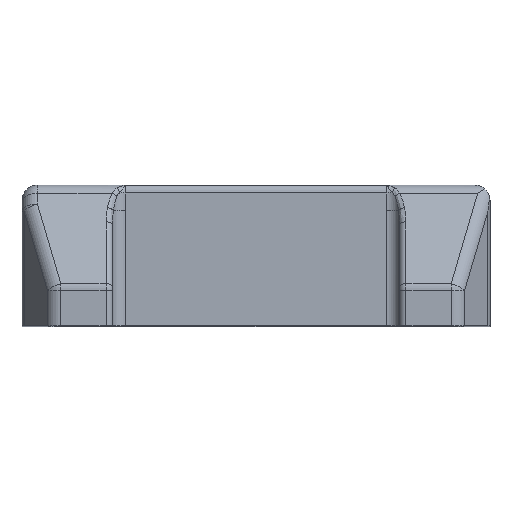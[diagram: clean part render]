
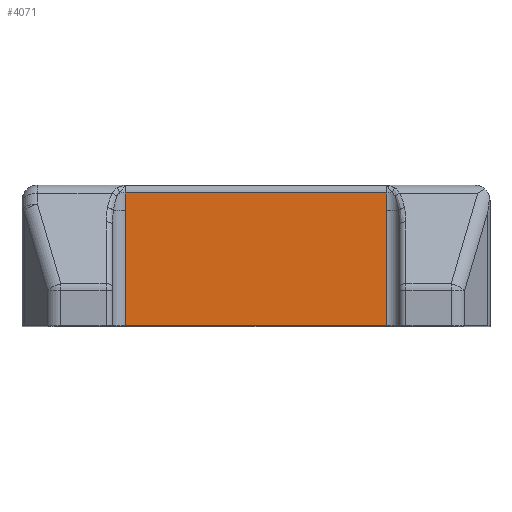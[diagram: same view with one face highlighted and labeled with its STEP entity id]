
A CAD part, top view. The second image highlights one B-rep face of the part: STEP entity #4071.
In plain terms, the highlighted planar face has unit normal (0, 0, 1).
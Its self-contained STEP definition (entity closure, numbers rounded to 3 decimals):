
#83=PLANE('',#4411);
#298=FACE_OUTER_BOUND('',#557,.T.);
#557=EDGE_LOOP('',(#2999,#3000,#3001,#3002,#3003,#3004));
#785=LINE('',#6420,#1139);
#815=LINE('',#6795,#1169);
#817=LINE('',#6800,#1171);
#840=LINE('',#6880,#1194);
#841=LINE('',#6884,#1195);
#842=LINE('',#6889,#1196);
#1139=VECTOR('',#4873,10.);
#1169=VECTOR('',#5015,10.);
#1171=VECTOR('',#5021,10.);
#1194=VECTOR('',#5110,10.);
#1195=VECTOR('',#5115,10.);
#1196=VECTOR('',#5124,10.);
#1741=VERTEX_POINT('',#6417);
#1742=VERTEX_POINT('',#6419);
#1799=VERTEX_POINT('',#6793);
#1800=VERTEX_POINT('',#6798);
#1824=VERTEX_POINT('',#6879);
#1825=VERTEX_POINT('',#6883);
#2138=EDGE_CURVE('',#1741,#1742,#785,.T.);
#2218=EDGE_CURVE('',#1799,#1741,#815,.T.);
#2221=EDGE_CURVE('',#1800,#1799,#817,.T.);
#2260=EDGE_CURVE('',#1742,#1824,#840,.T.);
#2262=EDGE_CURVE('',#1824,#1825,#841,.T.);
#2265=EDGE_CURVE('',#1825,#1800,#842,.T.);
#2999=ORIENTED_EDGE('',*,*,#2262,.F.);
#3000=ORIENTED_EDGE('',*,*,#2260,.F.);
#3001=ORIENTED_EDGE('',*,*,#2138,.F.);
#3002=ORIENTED_EDGE('',*,*,#2218,.F.);
#3003=ORIENTED_EDGE('',*,*,#2221,.F.);
#3004=ORIENTED_EDGE('',*,*,#2265,.F.);
#4071=ADVANCED_FACE('',(#298),#83,.T.);
#4411=AXIS2_PLACEMENT_3D('',#6890,#5125,#5126);
#4873=DIRECTION('',(-1.,0.,0.));
#5015=DIRECTION('',(0.,-1.,0.));
#5021=DIRECTION('',(0.,-1.,0.));
#5110=DIRECTION('',(0.,1.,0.));
#5115=DIRECTION('',(0.,1.,0.));
#5124=DIRECTION('',(1.,0.,0.));
#5125=DIRECTION('center_axis',(0.,0.,1.));
#5126=DIRECTION('ref_axis',(1.,0.,0.));
#6417=CARTESIAN_POINT('',(10.1,-9.5,21.3));
#6419=CARTESIAN_POINT('',(-10.1,-9.5,21.3));
#6420=CARTESIAN_POINT('',(18.1,-9.5,21.3));
#6793=CARTESIAN_POINT('',(10.1,-0.575,21.3));
#6795=CARTESIAN_POINT('',(10.1,-4.75,21.3));
#6798=CARTESIAN_POINT('',(10.1,0.784,21.3));
#6800=CARTESIAN_POINT('',(10.1,-4.75,21.3));
#6879=CARTESIAN_POINT('',(-10.1,-0.575,21.3));
#6880=CARTESIAN_POINT('',(-10.1,-4.75,21.3));
#6883=CARTESIAN_POINT('',(-10.1,0.784,21.3));
#6884=CARTESIAN_POINT('',(-10.1,-4.75,21.3));
#6889=CARTESIAN_POINT('',(-8.175,0.784,21.3));
#6890=CARTESIAN_POINT('Origin',(-18.1,0.,21.3));
